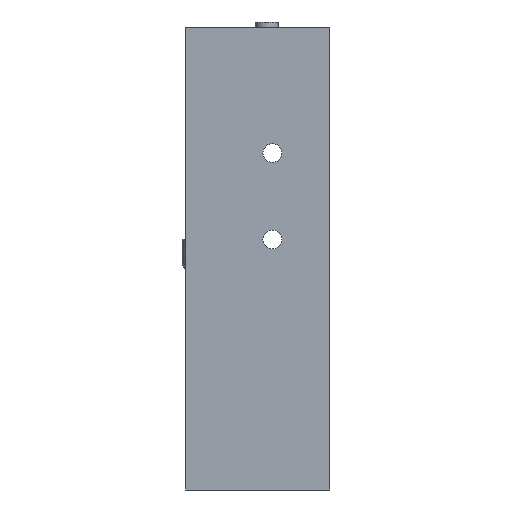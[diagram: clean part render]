
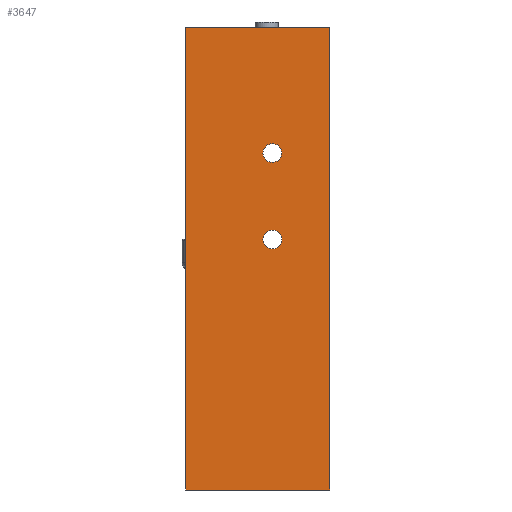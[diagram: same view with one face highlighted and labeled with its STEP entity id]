
A CAD part, front view. The second image highlights one B-rep face of the part: STEP entity #3647.
In plain terms, the highlighted planar face has unit normal (0, -1, 0).
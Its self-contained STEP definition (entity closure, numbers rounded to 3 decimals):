
#62=FACE_BOUND('',#769,.T.);
#63=FACE_BOUND('',#770,.T.);
#192=PLANE('',#3998);
#523=FACE_OUTER_BOUND('',#768,.T.);
#768=EDGE_LOOP('',(#3133,#3134,#3135,#3136));
#769=EDGE_LOOP('',(#3137));
#770=EDGE_LOOP('',(#3138));
#1108=LINE('',#5924,#1447);
#1112=LINE('',#5935,#1451);
#1116=LINE('',#5946,#1455);
#1117=LINE('',#5947,#1456);
#1447=VECTOR('',#4844,10.);
#1451=VECTOR('',#4852,10.);
#1455=VECTOR('',#4862,10.);
#1456=VECTOR('',#4863,10.);
#1642=CIRCLE('',#3999,3.25);
#1643=CIRCLE('',#4000,3.25);
#1900=VERTEX_POINT('',#5922);
#1901=VERTEX_POINT('',#5923);
#1905=VERTEX_POINT('',#5933);
#1906=VERTEX_POINT('',#5934);
#1911=VERTEX_POINT('',#5948);
#1912=VERTEX_POINT('',#5950);
#2335=EDGE_CURVE('',#1900,#1901,#1108,.T.);
#2340=EDGE_CURVE('',#1905,#1906,#1112,.T.);
#2346=EDGE_CURVE('',#1901,#1906,#1116,.T.);
#2347=EDGE_CURVE('',#1900,#1905,#1117,.T.);
#2348=EDGE_CURVE('',#1911,#1911,#1642,.T.);
#2349=EDGE_CURVE('',#1912,#1912,#1643,.T.);
#3133=ORIENTED_EDGE('',*,*,#2335,.T.);
#3134=ORIENTED_EDGE('',*,*,#2346,.T.);
#3135=ORIENTED_EDGE('',*,*,#2340,.F.);
#3136=ORIENTED_EDGE('',*,*,#2347,.F.);
#3137=ORIENTED_EDGE('',*,*,#2348,.T.);
#3138=ORIENTED_EDGE('',*,*,#2349,.T.);
#3647=ADVANCED_FACE('',(#523,#62,#63),#192,.T.);
#3998=AXIS2_PLACEMENT_3D('',#5945,#4860,#4861);
#3999=AXIS2_PLACEMENT_3D('',#5949,#4864,#4865);
#4000=AXIS2_PLACEMENT_3D('',#5951,#4866,#4867);
#4844=DIRECTION('',(1.,0.,0.));
#4852=DIRECTION('',(1.,0.,0.));
#4860=DIRECTION('center_axis',(0.,-1.,0.));
#4861=DIRECTION('ref_axis',(1.,0.,0.));
#4862=DIRECTION('',(0.,0.,1.));
#4863=DIRECTION('',(0.,0.,1.));
#4864=DIRECTION('center_axis',(0.,1.,0.));
#4865=DIRECTION('ref_axis',(1.,0.,0.));
#4866=DIRECTION('center_axis',(0.,1.,0.));
#4867=DIRECTION('ref_axis',(1.,0.,0.));
#5922=CARTESIAN_POINT('',(0.,0.,0.));
#5923=CARTESIAN_POINT('',(50.,0.,0.));
#5924=CARTESIAN_POINT('',(0.,0.,0.));
#5933=CARTESIAN_POINT('',(0.,0.,160.5));
#5934=CARTESIAN_POINT('',(50.,0.,160.5));
#5935=CARTESIAN_POINT('',(0.,0.,160.5));
#5945=CARTESIAN_POINT('Origin',(0.,0.,0.));
#5946=CARTESIAN_POINT('',(50.,0.,0.));
#5947=CARTESIAN_POINT('',(0.,0.,0.));
#5948=CARTESIAN_POINT('',(26.75,0.,117.));
#5949=CARTESIAN_POINT('Origin',(30.,0.,117.));
#5950=CARTESIAN_POINT('',(26.75,0.,87.));
#5951=CARTESIAN_POINT('Origin',(30.,0.,87.));
